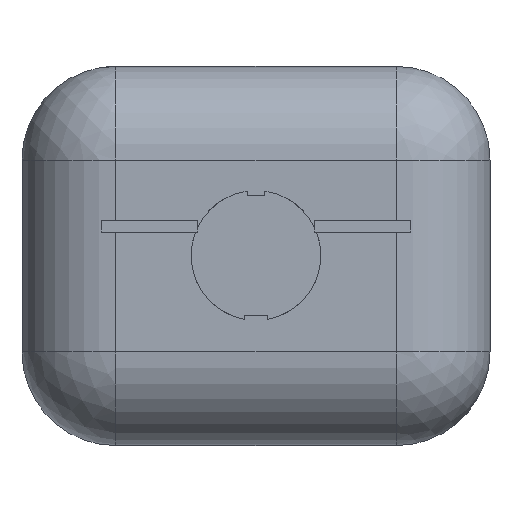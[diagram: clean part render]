
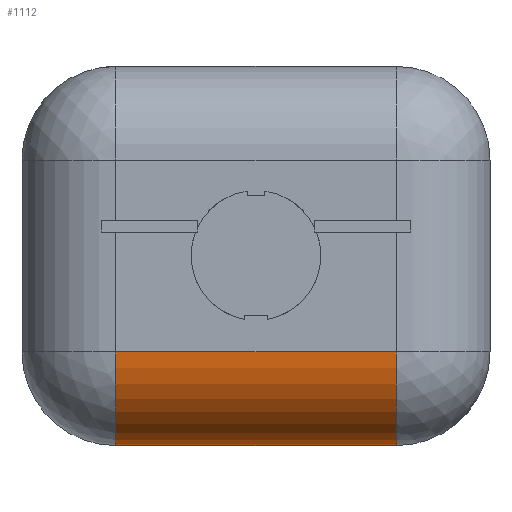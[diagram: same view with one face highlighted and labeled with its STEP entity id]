
A CAD part, front view. The second image highlights one B-rep face of the part: STEP entity #1112.
In plain terms, the highlighted cylindrical face has radius 16 mm (diameter 32 mm), a partial arc.
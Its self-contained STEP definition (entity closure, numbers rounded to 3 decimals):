
#43=DIRECTION('',(-1.,0.,0.));
#44=VECTOR('',#43,48.021);
#45=CARTESIAN_POINT('',(64.021,16.,0.));
#46=LINE('',#45,#44);
#76=CARTESIAN_POINT('',(64.022,16.,16.));
#77=DIRECTION('',(-1.,0.,0.));
#78=DIRECTION('',(0.,0.,-1.));
#79=AXIS2_PLACEMENT_3D('',#76,#77,#78);
#81=CARTESIAN_POINT('',(16.,16.,16.));
#82=DIRECTION('',(-1.,0.,0.));
#83=DIRECTION('',(0.,0.,-1.));
#84=AXIS2_PLACEMENT_3D('',#81,#82,#83);
#346=DIRECTION('',(-1.,0.,0.));
#347=VECTOR('',#346,48.022);
#348=CARTESIAN_POINT('',(64.022,0.,16.));
#349=LINE('',#348,#347);
#854=CARTESIAN_POINT('',(64.022,16.,0.));
#855=VERTEX_POINT('',#854);
#856=CARTESIAN_POINT('',(16.,16.,0.));
#857=VERTEX_POINT('',#856);
#858=CARTESIAN_POINT('',(64.022,0.,16.));
#859=CARTESIAN_POINT('',(16.,0.,16.));
#860=VERTEX_POINT('',#858);
#861=VERTEX_POINT('',#859);
#1099=CARTESIAN_POINT('',(64.332,16.,16.));
#1100=DIRECTION('',(-1.,0.,0.));
#1101=DIRECTION('',(0.,0.,-1.));
#1102=AXIS2_PLACEMENT_3D('',#1099,#1100,#1101);
#1103=CYLINDRICAL_SURFACE('',#1102,16.);
#1104=ORIENTED_EDGE('',*,*,#1037,.T.);
#1106=ORIENTED_EDGE('',*,*,#1105,.T.);
#1108=ORIENTED_EDGE('',*,*,#1107,.F.);
#1109=ORIENTED_EDGE('',*,*,#1092,.F.);
#1110=EDGE_LOOP('',(#1104,#1106,#1108,#1109));
#1111=FACE_OUTER_BOUND('',#1110,.F.);
#80=CIRCLE('',#79,16.);
#85=CIRCLE('',#84,16.);
#1037=EDGE_CURVE('',#855,#857,#46,.T.);
#1092=EDGE_CURVE('',#855,#860,#80,.T.);
#1105=EDGE_CURVE('',#857,#861,#85,.T.);
#1107=EDGE_CURVE('',#860,#861,#349,.T.);
#1112=ADVANCED_FACE('',(#1111),#1103,.T.);
